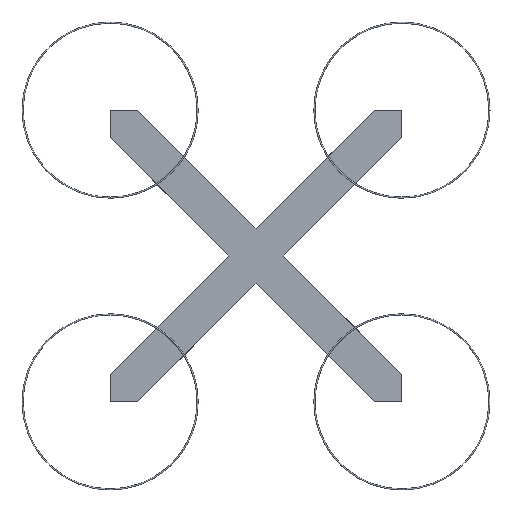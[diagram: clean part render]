
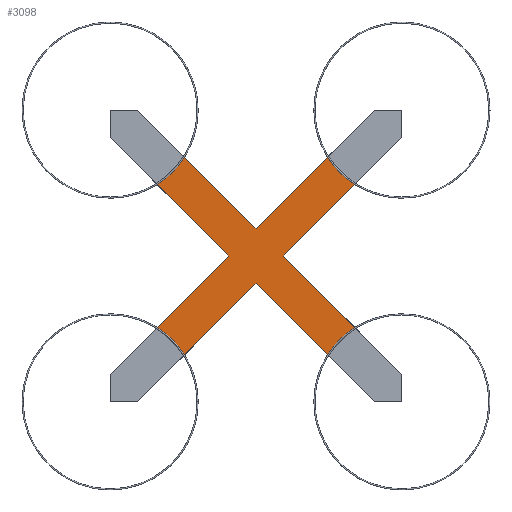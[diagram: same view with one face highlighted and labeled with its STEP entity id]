
A CAD part, front view. The second image highlights one B-rep face of the part: STEP entity #3098.
In plain terms, the highlighted planar face has unit normal (0, -1, 0).
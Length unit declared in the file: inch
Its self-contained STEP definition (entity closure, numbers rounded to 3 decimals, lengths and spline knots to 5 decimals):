
#76 = ORIENTED_EDGE ( 'NONE', *, *, #4635, .F. ) ;
#103 = DIRECTION ( 'NONE',  ( -0.707, 0., -0.707 ) ) ;
#167 = ORIENTED_EDGE ( 'NONE', *, *, #712, .F. ) ;
#238 = ORIENTED_EDGE ( 'NONE', *, *, #2273, .F. ) ;
#243 = CARTESIAN_POINT ( 'NONE',  ( -1.225, 0., -1.69101 ) ) ;
#253 = EDGE_CURVE ( 'NONE', #4535, #5065, #670, .T. ) ;
#342 = CARTESIAN_POINT ( 'NONE',  ( 1.225, 0., 1.69101 ) ) ;
#364 = CARTESIAN_POINT ( 'NONE',  ( 0.46601, 0., 0. ) ) ;
#375 = CARTESIAN_POINT ( 'NONE',  ( 1.69101, 0., 1.225 ) ) ;
#435 = CARTESIAN_POINT ( 'NONE',  ( 0., 0., -0.46601 ) ) ;
#486 = VERTEX_POINT ( 'NONE', #2004 ) ;
#516 = ORIENTED_EDGE ( 'NONE', *, *, #5149, .F. ) ;
#565 = AXIS2_PLACEMENT_3D ( 'NONE', #2589, #3461, #2097 ) ;
#670 = CIRCLE ( 'NONE', #3836, 1.51 ) ;
#708 = DIRECTION ( 'NONE',  ( 0., -1., 0. ) ) ;
#712 = EDGE_CURVE ( 'NONE', #5065, #2614, #1913, .T. ) ;
#764 = CARTESIAN_POINT ( 'NONE',  ( 1.225, 0., -1.69101 ) ) ;
#781 = CARTESIAN_POINT ( 'NONE',  ( -1.69101, 0., 1.225 ) ) ;
#858 = VECTOR ( 'NONE', #2413, 39.37008 ) ;
#979 = CARTESIAN_POINT ( 'NONE',  ( 1.69101, 0., -1.225 ) ) ;
#1071 = ORIENTED_EDGE ( 'NONE', *, *, #3579, .F. ) ;
#1121 = CARTESIAN_POINT ( 'NONE',  ( -2.5, 0., 2.5 ) ) ;
#1127 = CIRCLE ( 'NONE', #1488, 1.51 ) ;
#1180 = EDGE_CURVE ( 'NONE', #486, #2568, #1465, .T. ) ;
#1213 = LINE ( 'NONE', #4579, #1476 ) ;
#1221 = CIRCLE ( 'NONE', #3656, 1.51 ) ;
#1300 = VECTOR ( 'NONE', #3696, 39.37008 ) ;
#1346 = VERTEX_POINT ( 'NONE', #342 ) ;
#1427 = DIRECTION ( 'NONE',  ( 0., 0., -1. ) ) ;
#1465 = LINE ( 'NONE', #2251, #3618 ) ;
#1476 = VECTOR ( 'NONE', #4121, 39.37008 ) ;
#1488 = AXIS2_PLACEMENT_3D ( 'NONE', #1121, #4140, #3627 ) ;
#1503 = CARTESIAN_POINT ( 'NONE',  ( 0., 0., -0.46601 ) ) ;
#1608 = VERTEX_POINT ( 'NONE', #3625 ) ;
#1711 = EDGE_CURVE ( 'NONE', #4380, #5527, #2588, .T. ) ;
#1733 = ORIENTED_EDGE ( 'NONE', *, *, #4236, .F. ) ;
#1742 = EDGE_LOOP ( 'NONE', ( #76, #238, #167, #5361, #1733, #1071, #516, #5462, #2582, #5243, #4225, #4193 ) ) ;
#1792 = DIRECTION ( 'NONE',  ( 0., -1., 0. ) ) ;
#1850 = DIRECTION ( 'NONE',  ( 0.707, 0., -0.707 ) ) ;
#1856 = DIRECTION ( 'NONE',  ( -0.707, 0., 0.707 ) ) ;
#1913 = LINE ( 'NONE', #1503, #2269 ) ;
#2004 = CARTESIAN_POINT ( 'NONE',  ( -1.225, 0., 1.69101 ) ) ;
#2097 = DIRECTION ( 'NONE',  ( 0., 0., -1. ) ) ;
#2130 = FACE_OUTER_BOUND ( 'NONE', #1742, .T. ) ;
#2157 = VERTEX_POINT ( 'NONE', #375 ) ;
#2174 = AXIS2_PLACEMENT_3D ( 'NONE', #4021, #3129, #2222 ) ;
#2222 = DIRECTION ( 'NONE',  ( 0., 0., -1. ) ) ;
#2231 = LINE ( 'NONE', #435, #4859 ) ;
#2251 = CARTESIAN_POINT ( 'NONE',  ( 0., 0., 0.46601 ) ) ;
#2269 = VECTOR ( 'NONE', #1856, 39.37008 ) ;
#2273 = EDGE_CURVE ( 'NONE', #2614, #3917, #2231, .T. ) ;
#2307 = LINE ( 'NONE', #3155, #858 ) ;
#2331 = CARTESIAN_POINT ( 'NONE',  ( 0., 0., -0.46601 ) ) ;
#2413 = DIRECTION ( 'NONE',  ( 0.707, 0., -0.707 ) ) ;
#2568 = VERTEX_POINT ( 'NONE', #3328 ) ;
#2582 = ORIENTED_EDGE ( 'NONE', *, *, #1180, .F. ) ;
#2588 = LINE ( 'NONE', #4308, #5309 ) ;
#2589 = CARTESIAN_POINT ( 'NONE',  ( 0., 0., 0. ) ) ;
#2599 = CARTESIAN_POINT ( 'NONE',  ( 0., 0., 0.46601 ) ) ;
#2614 = VERTEX_POINT ( 'NONE', #2331 ) ;
#2615 = CARTESIAN_POINT ( 'NONE',  ( 2.5, 0., -2.5 ) ) ;
#2856 = CARTESIAN_POINT ( 'NONE',  ( -2.5, 0., -2.5 ) ) ;
#2889 = VERTEX_POINT ( 'NONE', #5470 ) ;
#2977 = PLANE ( 'NONE',  #565 ) ;
#3010 = DIRECTION ( 'NONE',  ( -0.707, 0., 0.707 ) ) ;
#3025 = VECTOR ( 'NONE', #4378, 39.37008 ) ;
#3098 = ADVANCED_FACE ( 'NONE', ( #2130 ), #2977, .T. ) ;
#3129 = DIRECTION ( 'NONE',  ( 0., -1., 0. ) ) ;
#3155 = CARTESIAN_POINT ( 'NONE',  ( 2.5, 0., -2.03399 ) ) ;
#3328 = CARTESIAN_POINT ( 'NONE',  ( 0., 0., 0.46601 ) ) ;
#3461 = DIRECTION ( 'NONE',  ( 0., -1., 0. ) ) ;
#3480 = LINE ( 'NONE', #2599, #3025 ) ;
#3557 = EDGE_CURVE ( 'NONE', #2889, #4380, #1213, .T. ) ;
#3579 = EDGE_CURVE ( 'NONE', #2157, #1608, #4228, .T. ) ;
#3618 = VECTOR ( 'NONE', #1850, 39.37008 ) ;
#3625 = CARTESIAN_POINT ( 'NONE',  ( 0.46601, 0., 0. ) ) ;
#3627 = DIRECTION ( 'NONE',  ( 0., 0., -1. ) ) ;
#3656 = AXIS2_PLACEMENT_3D ( 'NONE', #2856, #708, #4153 ) ;
#3696 = DIRECTION ( 'NONE',  ( -0.707, 0., -0.707 ) ) ;
#3836 = AXIS2_PLACEMENT_3D ( 'NONE', #2615, #1792, #1427 ) ;
#3917 = VERTEX_POINT ( 'NONE', #243 ) ;
#4021 = CARTESIAN_POINT ( 'NONE',  ( 2.5, 0., 2.5 ) ) ;
#4113 = CARTESIAN_POINT ( 'NONE',  ( -0.46601, 0., 0. ) ) ;
#4121 = DIRECTION ( 'NONE',  ( 0.707, 0., 0.707 ) ) ;
#4140 = DIRECTION ( 'NONE',  ( 0., -1., 0. ) ) ;
#4153 = DIRECTION ( 'NONE',  ( 0., 0., -1. ) ) ;
#4193 = ORIENTED_EDGE ( 'NONE', *, *, #3557, .F. ) ;
#4225 = ORIENTED_EDGE ( 'NONE', *, *, #1711, .F. ) ;
#4228 = LINE ( 'NONE', #364, #1300 ) ;
#4236 = EDGE_CURVE ( 'NONE', #1608, #4535, #2307, .T. ) ;
#4263 = EDGE_CURVE ( 'NONE', #5527, #486, #1127, .T. ) ;
#4308 = CARTESIAN_POINT ( 'NONE',  ( -2.5, 0., 2.03399 ) ) ;
#4378 = DIRECTION ( 'NONE',  ( 0.707, 0., 0.707 ) ) ;
#4380 = VERTEX_POINT ( 'NONE', #4113 ) ;
#4535 = VERTEX_POINT ( 'NONE', #979 ) ;
#4579 = CARTESIAN_POINT ( 'NONE',  ( -0.46601, 0., 0. ) ) ;
#4635 = EDGE_CURVE ( 'NONE', #3917, #2889, #1221, .T. ) ;
#4707 = EDGE_CURVE ( 'NONE', #2568, #1346, #3480, .T. ) ;
#4859 = VECTOR ( 'NONE', #103, 39.37008 ) ;
#5065 = VERTEX_POINT ( 'NONE', #764 ) ;
#5149 = EDGE_CURVE ( 'NONE', #1346, #2157, #5401, .T. ) ;
#5243 = ORIENTED_EDGE ( 'NONE', *, *, #4263, .F. ) ;
#5309 = VECTOR ( 'NONE', #3010, 39.37008 ) ;
#5361 = ORIENTED_EDGE ( 'NONE', *, *, #253, .F. ) ;
#5401 = CIRCLE ( 'NONE', #2174, 1.51 ) ;
#5462 = ORIENTED_EDGE ( 'NONE', *, *, #4707, .F. ) ;
#5470 = CARTESIAN_POINT ( 'NONE',  ( -1.69101, 0., -1.225 ) ) ;
#5527 = VERTEX_POINT ( 'NONE', #781 ) ;
